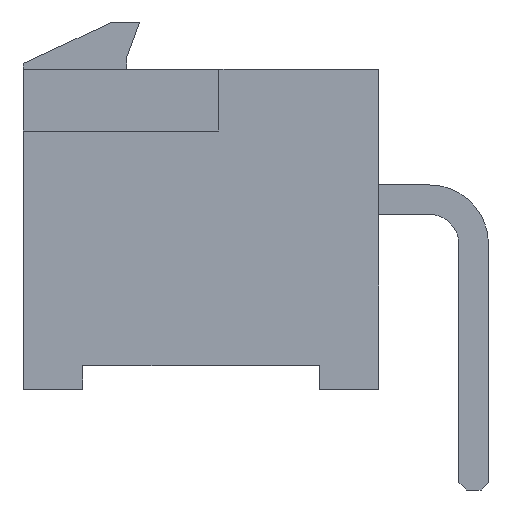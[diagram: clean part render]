
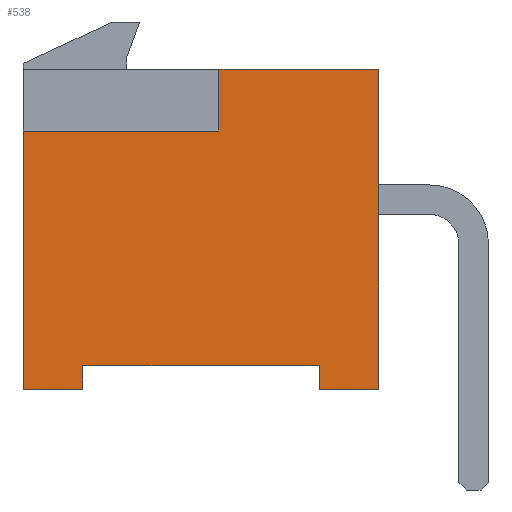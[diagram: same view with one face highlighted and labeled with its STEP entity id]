
A CAD part, left-side view. The second image highlights one B-rep face of the part: STEP entity #538.
In plain terms, the highlighted planar face has unit normal (-1, 0, 0).
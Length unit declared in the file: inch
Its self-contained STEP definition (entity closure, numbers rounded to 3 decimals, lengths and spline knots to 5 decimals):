
#538 = ADVANCED_FACE( '', ( #1089 ), #1090, .F. );
#1089 = FACE_OUTER_BOUND( '', #1655, .T. );
#1090 = PLANE( '', #1656 );
#1655 = EDGE_LOOP( '', ( #3212, #3213, #3214, #3215, #3216, #3217, #3218, #3219, #3220, #3221 ) );
#1656 = AXIS2_PLACEMENT_3D( '', #3222, #3223, #3224 );
#3212 = ORIENTED_EDGE( '', *, *, #4027, .F. );
#3213 = ORIENTED_EDGE( '', *, *, #4186, .T. );
#3214 = ORIENTED_EDGE( '', *, *, #3765, .F. );
#3215 = ORIENTED_EDGE( '', *, *, #3981, .T. );
#3216 = ORIENTED_EDGE( '', *, *, #4200, .F. );
#3217 = ORIENTED_EDGE( '', *, *, #4069, .T. );
#3218 = ORIENTED_EDGE( '', *, *, #3803, .T. );
#3219 = ORIENTED_EDGE( '', *, *, #4201, .T. );
#3220 = ORIENTED_EDGE( '', *, *, #3589, .T. );
#3221 = ORIENTED_EDGE( '', *, *, #3844, .F. );
#3222 = CARTESIAN_POINT( '', ( -0.28, 0.3, -0.135 ) );
#3223 = DIRECTION( '', ( 1., 0., 0. ) );
#3224 = DIRECTION( '', ( 0., 0., -1. ) );
#3589 = EDGE_CURVE( '', #4295, #4331, #4333, .T. );
#3765 = EDGE_CURVE( '', #4641, #4643, #4644, .T. );
#3803 = EDGE_CURVE( '', #4709, #4707, #4710, .T. );
#3844 = EDGE_CURVE( '', #4770, #4331, #4772, .T. );
#3981 = EDGE_CURVE( '', #4641, #4975, #4977, .T. );
#4027 = EDGE_CURVE( '', #5041, #4770, #5043, .T. );
#4069 = EDGE_CURVE( '', #5100, #4709, #5101, .T. );
#4186 = EDGE_CURVE( '', #5041, #4643, #5241, .T. );
#4200 = EDGE_CURVE( '', #5100, #4975, #5258, .T. );
#4201 = EDGE_CURVE( '', #4707, #4295, #5259, .T. );
#4295 = VERTEX_POINT( '', #5371 );
#4331 = VERTEX_POINT( '', #5425 );
#4333 = LINE( '', #5428, #5429 );
#4641 = VERTEX_POINT( '', #5878 );
#4643 = VERTEX_POINT( '', #5881 );
#4644 = LINE( '', #5882, #5883 );
#4707 = VERTEX_POINT( '', #5979 );
#4709 = VERTEX_POINT( '', #5982 );
#4710 = LINE( '', #5983, #5984 );
#4770 = VERTEX_POINT( '', #6073 );
#4772 = LINE( '', #6076, #6077 );
#4975 = VERTEX_POINT( '', #6382 );
#4977 = LINE( '', #6385, #6386 );
#5041 = VERTEX_POINT( '', #6482 );
#5043 = LINE( '', #6485, #6486 );
#5100 = VERTEX_POINT( '', #6573 );
#5101 = LINE( '', #6574, #6575 );
#5241 = LINE( '', #6785, #6786 );
#5258 = LINE( '', #6808, #6809 );
#5259 = LINE( '', #6810, #6811 );
#5371 = CARTESIAN_POINT( '', ( -0.28, 0., -0.135 ) );
#5425 = CARTESIAN_POINT( '', ( -0.28, 0., 0.135 ) );
#5428 = CARTESIAN_POINT( '', ( -0.28, 0., -0.135 ) );
#5429 = VECTOR( '', #6931, 39.37008 );
#5878 = CARTESIAN_POINT( '', ( -0.28, 0.3, -0.135 ) );
#5881 = CARTESIAN_POINT( '', ( -0.28, 0.3, 0.083 ) );
#5882 = CARTESIAN_POINT( '', ( -0.28, 0.3, -0.135 ) );
#5883 = VECTOR( '', #7086, 39.37008 );
#5979 = CARTESIAN_POINT( '', ( -0.28, 0.05, -0.135 ) );
#5982 = CARTESIAN_POINT( '', ( -0.28, 0.05, -0.115 ) );
#5983 = CARTESIAN_POINT( '', ( -0.28, 0.05, -0.115 ) );
#5984 = VECTOR( '', #7121, 39.37008 );
#6073 = CARTESIAN_POINT( '', ( -0.28, 0.135, 0.135 ) );
#6076 = CARTESIAN_POINT( '', ( -0.28, 0.3, 0.135 ) );
#6077 = VECTOR( '', #7155, 39.37008 );
#6382 = CARTESIAN_POINT( '', ( -0.28, 0.25, -0.135 ) );
#6385 = CARTESIAN_POINT( '', ( -0.28, 0.3, -0.135 ) );
#6386 = VECTOR( '', #7274, 39.37008 );
#6482 = CARTESIAN_POINT( '', ( -0.28, 0.135, 0.083 ) );
#6485 = CARTESIAN_POINT( '', ( -0.28, 0.135, 0.083 ) );
#6486 = VECTOR( '', #7314, 39.37008 );
#6573 = CARTESIAN_POINT( '', ( -0.28, 0.25, -0.115 ) );
#6574 = CARTESIAN_POINT( '', ( -0.28, 0.25, -0.115 ) );
#6575 = VECTOR( '', #7345, 39.37008 );
#6785 = CARTESIAN_POINT( '', ( -0.28, 0.135, 0.083 ) );
#6786 = VECTOR( '', #7419, 39.37008 );
#6808 = CARTESIAN_POINT( '', ( -0.28, 0.25, -0.115 ) );
#6809 = VECTOR( '', #7428, 39.37008 );
#6810 = CARTESIAN_POINT( '', ( -0.28, 0.3, -0.135 ) );
#6811 = VECTOR( '', #7429, 39.37008 );
#6931 = DIRECTION( '', ( 0., 0., 1. ) );
#7086 = DIRECTION( '', ( 0., 0., 1. ) );
#7121 = DIRECTION( '', ( 0., 0., -1. ) );
#7155 = DIRECTION( '', ( 0., -1., 0. ) );
#7274 = DIRECTION( '', ( 0., -1., 0. ) );
#7314 = DIRECTION( '', ( 0., 0., 1. ) );
#7345 = DIRECTION( '', ( 0., -1., 0. ) );
#7419 = DIRECTION( '', ( 0., 1., 0. ) );
#7428 = DIRECTION( '', ( 0., 0., -1. ) );
#7429 = DIRECTION( '', ( 0., -1., 0. ) );
